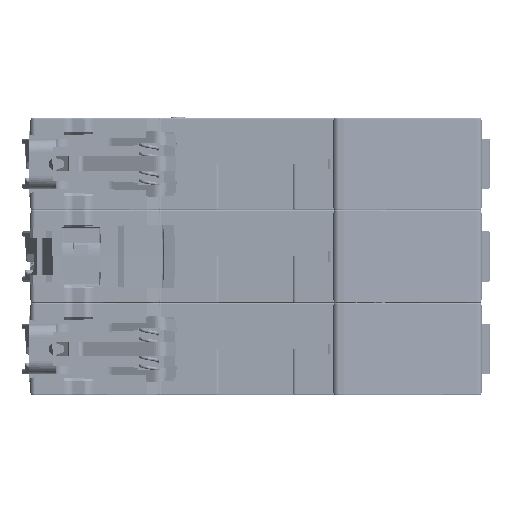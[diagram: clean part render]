
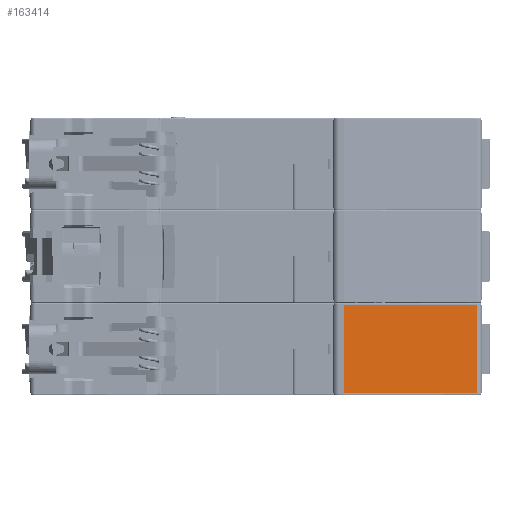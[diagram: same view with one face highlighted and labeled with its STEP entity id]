
A CAD part, front view. The second image highlights one B-rep face of the part: STEP entity #163414.
In plain terms, the highlighted planar face has unit normal (0.113, -0.994, 0).
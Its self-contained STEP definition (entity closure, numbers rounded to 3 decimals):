
#5226=DIRECTION('',(0.994,0.113,0.));
#5227=VECTOR('',#5226,25.276);
#5228=CARTESIAN_POINT('',(16.5,-63.3,-43.));
#5229=LINE('',#5228,#5227);
#21714=DIRECTION('',(-0.994,-0.113,0.));
#21715=VECTOR('',#21714,25.276);
#21716=CARTESIAN_POINT('',(41.613,-60.439,-26.6));
#21717=LINE('',#21716,#21715);
#21930=DIRECTION('',(0.,0.,1.));
#21931=VECTOR('',#21930,16.4);
#21932=CARTESIAN_POINT('',(16.5,-63.3,-43.));
#21933=LINE('',#21932,#21931);
#21934=DIRECTION('',(0.,0.,1.));
#21935=VECTOR('',#21934,16.4);
#21936=CARTESIAN_POINT('',(41.613,-60.439,-43.));
#21937=LINE('',#21936,#21935);
#106227=CARTESIAN_POINT('',(16.5,-63.3,-43.));
#106228=VERTEX_POINT('',#106227);
#106229=CARTESIAN_POINT('',(41.613,-60.439,-43.));
#106230=VERTEX_POINT('',#106229);
#106824=CARTESIAN_POINT('',(41.613,-60.439,-26.6));
#106825=VERTEX_POINT('',#106824);
#106826=CARTESIAN_POINT('',(16.5,-63.3,-26.6));
#106827=VERTEX_POINT('',#106826);
#163402=CARTESIAN_POINT('',(42.5,-60.338,-34.8));
#163403=DIRECTION('',(0.113,-0.994,0.));
#163404=DIRECTION('',(-0.994,-0.113,0.));
#163405=AXIS2_PLACEMENT_3D('',#163402,#163403,#163404);
#163406=PLANE('',#163405);
#163407=ORIENTED_EDGE('',*,*,#163389,.T.);
#163408=ORIENTED_EDGE('',*,*,#163102,.F.);
#163410=ORIENTED_EDGE('',*,*,#163409,.F.);
#163411=ORIENTED_EDGE('',*,*,#134568,.F.);
#163412=EDGE_LOOP('',(#163407,#163408,#163410,#163411));
#163413=FACE_OUTER_BOUND('',#163412,.F.);
#134568=EDGE_CURVE('',#106228,#106230,#5229,.T.);
#163102=EDGE_CURVE('',#106825,#106827,#21717,.T.);
#163389=EDGE_CURVE('',#106228,#106827,#21933,.T.);
#163409=EDGE_CURVE('',#106230,#106825,#21937,.T.);
#163414=ADVANCED_FACE('',(#163413),#163406,.T.);
